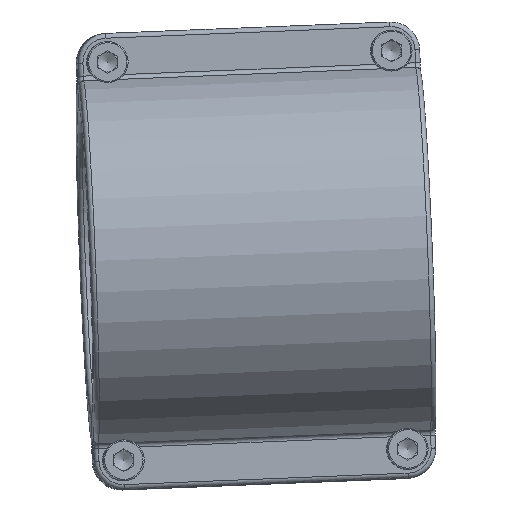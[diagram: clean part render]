
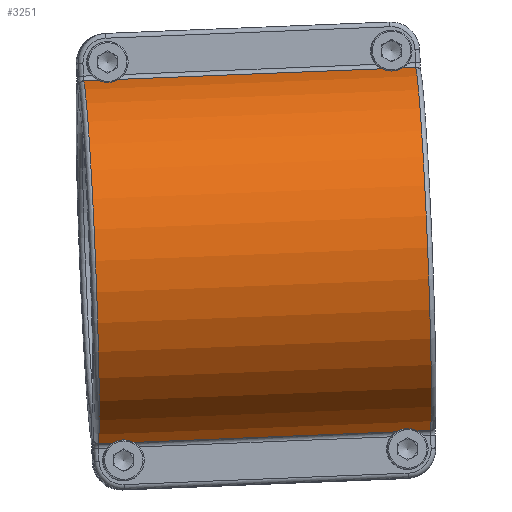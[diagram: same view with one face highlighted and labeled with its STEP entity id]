
A CAD part, front view. The second image highlights one B-rep face of the part: STEP entity #3251.
In plain terms, the highlighted cylindrical face has radius 38.5 mm (diameter 77 mm), a partial arc.
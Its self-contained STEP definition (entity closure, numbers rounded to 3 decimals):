
#94 = EDGE_CURVE ( 'NONE', #5663, #2174, #2534, .T. ) ;
#201 = AXIS2_PLACEMENT_3D ( 'NONE', #3991, #2287, #2925 ) ;
#338 = FACE_OUTER_BOUND ( 'NONE', #2325, .T. ) ;
#734 = CARTESIAN_POINT ( 'NONE',  ( 37.702, -7.797, 71. ) ) ;
#1451 = DIRECTION ( 'NONE',  ( 0., 0., -1. ) ) ;
#1793 = CARTESIAN_POINT ( 'NONE',  ( 37.702, -7.797, 70. ) ) ;
#1883 = LINE ( 'NONE', #5570, #2995 ) ;
#2174 = VERTEX_POINT ( 'NONE', #2189 ) ;
#2189 = CARTESIAN_POINT ( 'NONE',  ( -37.702, -7.797, 70. ) ) ;
#2287 = DIRECTION ( 'NONE',  ( 0., 0., -1. ) ) ;
#2325 = EDGE_LOOP ( 'NONE', ( #4566, #4488, #4335, #4331 ) ) ;
#2534 = CIRCLE ( 'NONE', #201, 38.5 ) ;
#2676 = CARTESIAN_POINT ( 'NONE',  ( 0., 0., 1. ) ) ;
#2798 = VECTOR ( 'NONE', #3465, 1000. ) ;
#2917 = AXIS2_PLACEMENT_3D ( 'NONE', #5593, #1451, #5177 ) ;
#2925 = DIRECTION ( 'NONE',  ( 1., 0., 0. ) ) ;
#2967 = CIRCLE ( 'NONE', #3622, 38.5 ) ;
#2995 = VECTOR ( 'NONE', #4683, 1000. ) ;
#3125 = DIRECTION ( 'NONE',  ( 1., 0., 0. ) ) ;
#3251 = ADVANCED_FACE ( 'NONE', ( #338 ), #5667, .T. ) ;
#3465 = DIRECTION ( 'NONE',  ( 0., 0., 1. ) ) ;
#3622 = AXIS2_PLACEMENT_3D ( 'NONE', #2676, #5837, #3125 ) ;
#3718 = EDGE_CURVE ( 'NONE', #5108, #5663, #4007, .T. ) ;
#3823 = EDGE_CURVE ( 'NONE', #5731, #5108, #2967, .T. ) ;
#3991 = CARTESIAN_POINT ( 'NONE',  ( 0., 0., 70. ) ) ;
#4007 = LINE ( 'NONE', #734, #2798 ) ;
#4199 = CARTESIAN_POINT ( 'NONE',  ( 37.702, -7.797, 1. ) ) ;
#4331 = ORIENTED_EDGE ( 'NONE', *, *, #5842, .T. ) ;
#4335 = ORIENTED_EDGE ( 'NONE', *, *, #94, .T. ) ;
#4488 = ORIENTED_EDGE ( 'NONE', *, *, #3718, .T. ) ;
#4566 = ORIENTED_EDGE ( 'NONE', *, *, #3823, .T. ) ;
#4633 = CARTESIAN_POINT ( 'NONE',  ( -37.702, -7.797, 1. ) ) ;
#4683 = DIRECTION ( 'NONE',  ( 0., 0., -1. ) ) ;
#5108 = VERTEX_POINT ( 'NONE', #4199 ) ;
#5177 = DIRECTION ( 'NONE',  ( -1., 0., 0. ) ) ;
#5570 = CARTESIAN_POINT ( 'NONE',  ( -37.702, -7.797, 71. ) ) ;
#5593 = CARTESIAN_POINT ( 'NONE',  ( 0., 0., 71. ) ) ;
#5663 = VERTEX_POINT ( 'NONE', #1793 ) ;
#5667 = CYLINDRICAL_SURFACE ( 'NONE', #2917, 38.5 ) ;
#5731 = VERTEX_POINT ( 'NONE', #4633 ) ;
#5837 = DIRECTION ( 'NONE',  ( 0., 0., 1. ) ) ;
#5842 = EDGE_CURVE ( 'NONE', #2174, #5731, #1883, .T. ) ;
